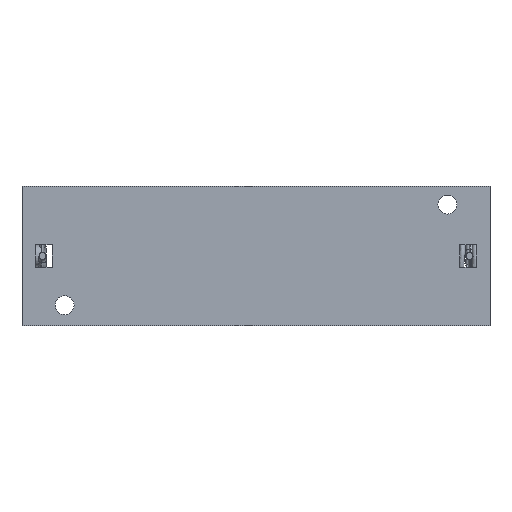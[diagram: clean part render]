
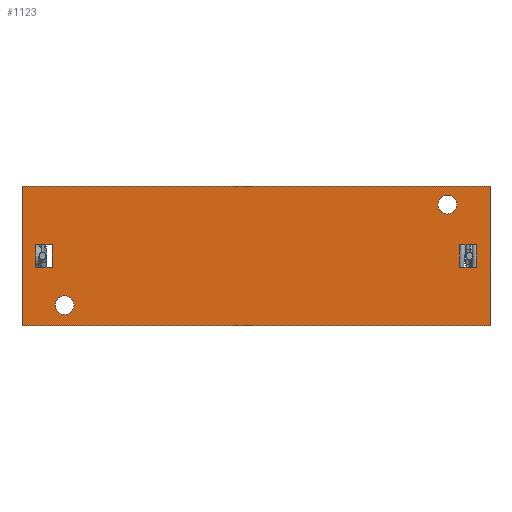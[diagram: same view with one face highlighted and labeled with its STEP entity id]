
A CAD part, front view. The second image highlights one B-rep face of the part: STEP entity #1123.
In plain terms, the highlighted planar face has unit normal (0, -1, 0).
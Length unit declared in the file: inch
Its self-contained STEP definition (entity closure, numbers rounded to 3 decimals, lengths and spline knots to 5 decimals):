
#246 = AXIS2_PLACEMENT_3D ( 'NONE', #21040, #20524, #39584 ) ;
#396 = ORIENTED_EDGE ( 'NONE', *, *, #34634, .T. ) ;
#446 = CARTESIAN_POINT ( 'NONE',  ( 1.03264, -0.40627, 0.32094 ) ) ;
#1006 = LINE ( 'NONE', #9499, #24333 ) ;
#1123 = ADVANCED_FACE ( 'NONE', ( #15132, #31248, #14186, #10800, #22954 ), #14632, .F. ) ;
#1633 = DIRECTION ( 'NONE',  ( 0., 0., -1. ) ) ;
#1789 = VERTEX_POINT ( 'NONE', #446 ) ;
#1986 = EDGE_LOOP ( 'NONE', ( #16476 ) ) ;
#2044 = LINE ( 'NONE', #40022, #38039 ) ;
#2113 = ORIENTED_EDGE ( 'NONE', *, *, #5767, .T. ) ;
#2765 = LINE ( 'NONE', #3884, #36807 ) ;
#3333 = VERTEX_POINT ( 'NONE', #26180 ) ;
#3566 = CARTESIAN_POINT ( 'NONE',  ( 1.23736, -0.40627, -0.30527 ) ) ;
#3634 = EDGE_CURVE ( 'NONE', #22873, #32183, #37918, .T. ) ;
#3884 = CARTESIAN_POINT ( 'NONE',  ( 1.23736, -0.40627, -0.30527 ) ) ;
#3904 = VERTEX_POINT ( 'NONE', #3566 ) ;
#3908 = ORIENTED_EDGE ( 'NONE', *, *, #14582, .F. ) ;
#4179 = EDGE_CURVE ( 'NONE', #5154, #31864, #27646, .T. ) ;
#4579 = DIRECTION ( 'NONE',  ( 0., 1., 0. ) ) ;
#4731 = VECTOR ( 'NONE', #11916, 39.37008 ) ;
#5154 = VERTEX_POINT ( 'NONE', #29106 ) ;
#5217 = VECTOR ( 'NONE', #22063, 39.37008 ) ;
#5289 = LINE ( 'NONE', #7565, #21326 ) ;
#5369 = VERTEX_POINT ( 'NONE', #29914 ) ;
#5492 = ORIENTED_EDGE ( 'NONE', *, *, #31299, .T. ) ;
#5536 = ORIENTED_EDGE ( 'NONE', *, *, #14363, .T. ) ;
#5667 = LINE ( 'NONE', #18553, #4731 ) ;
#5767 = EDGE_CURVE ( 'NONE', #11950, #11950, #40046, .T. ) ;
#5798 = CARTESIAN_POINT ( 'NONE',  ( -0.94173, -0.40627, -0.02462 ) ) ;
#6337 = AXIS2_PLACEMENT_3D ( 'NONE', #38831, #4579, #20158 ) ;
#7329 = DIRECTION ( 'NONE',  ( -1., 0., 0. ) ) ;
#7485 = EDGE_LOOP ( 'NONE', ( #29629, #5536, #5492, #27781 ) ) ;
#7565 = CARTESIAN_POINT ( 'NONE',  ( 1.23736, -0.40627, 0.36403 ) ) ;
#8214 = ORIENTED_EDGE ( 'NONE', *, *, #15721, .T. ) ;
#8879 = CIRCLE ( 'NONE', #6337, 0.04528 ) ;
#9499 = CARTESIAN_POINT ( 'NONE',  ( 1.23736, -0.40627, -0.02462 ) ) ;
#10579 = EDGE_LOOP ( 'NONE', ( #8214, #3908, #33183, #38843 ) ) ;
#10800 = FACE_BOUND ( 'NONE', #1986, .T. ) ;
#11415 = EDGE_CURVE ( 'NONE', #34913, #31265, #2044, .T. ) ;
#11916 = DIRECTION ( 'NONE',  ( 1., 0., 0. ) ) ;
#11950 = VERTEX_POINT ( 'NONE', #21228 ) ;
#12209 = DIRECTION ( 'NONE',  ( 0., 1., 0. ) ) ;
#12304 = EDGE_CURVE ( 'NONE', #5154, #3904, #5289, .T. ) ;
#12628 = CARTESIAN_POINT ( 'NONE',  ( -1.00673, -0.40627, 0.36403 ) ) ;
#13225 = ORIENTED_EDGE ( 'NONE', *, *, #18815, .T. ) ;
#13644 = DIRECTION ( 'NONE',  ( 0., 0., -1. ) ) ;
#14157 = CARTESIAN_POINT ( 'NONE',  ( 1.23736, -0.40627, 0.08338 ) ) ;
#14186 = FACE_BOUND ( 'NONE', #21917, .T. ) ;
#14363 = EDGE_CURVE ( 'NONE', #34103, #3333, #20279, .T. ) ;
#14582 = EDGE_CURVE ( 'NONE', #3904, #17407, #2765, .T. ) ;
#14632 = PLANE ( 'NONE',  #246 ) ;
#14925 = EDGE_CURVE ( 'NONE', #32183, #5369, #16779, .T. ) ;
#15084 = DIRECTION ( 'NONE',  ( 0., 0., 1. ) ) ;
#15132 = FACE_BOUND ( 'NONE', #26671, .T. ) ;
#15424 = VECTOR ( 'NONE', #7329, 39.37008 ) ;
#15721 = EDGE_CURVE ( 'NONE', #31864, #17407, #35752, .T. ) ;
#15881 = CARTESIAN_POINT ( 'NONE',  ( 1.17236, -0.40627, 0.08338 ) ) ;
#16323 = CARTESIAN_POINT ( 'NONE',  ( 1.17236, -0.40627, 0.36403 ) ) ;
#16476 = ORIENTED_EDGE ( 'NONE', *, *, #17109, .T. ) ;
#16589 = ORIENTED_EDGE ( 'NONE', *, *, #14925, .T. ) ;
#16779 = LINE ( 'NONE', #18490, #31900 ) ;
#17109 = EDGE_CURVE ( 'NONE', #1789, #1789, #8879, .T. ) ;
#17407 = VERTEX_POINT ( 'NONE', #17570 ) ;
#17570 = CARTESIAN_POINT ( 'NONE',  ( -1.00673, -0.40627, -0.30527 ) ) ;
#17724 = CARTESIAN_POINT ( 'NONE',  ( 1.09236, -0.40627, 0.08338 ) ) ;
#18490 = CARTESIAN_POINT ( 'NONE',  ( 1.23736, -0.40627, -0.02462 ) ) ;
#18553 = CARTESIAN_POINT ( 'NONE',  ( 1.23736, -0.40627, 0.08338 ) ) ;
#18815 = EDGE_CURVE ( 'NONE', #29002, #22873, #37455, .T. ) ;
#18835 = DIRECTION ( 'NONE',  ( 0., 0., -1. ) ) ;
#19137 = ORIENTED_EDGE ( 'NONE', *, *, #3634, .T. ) ;
#20158 = DIRECTION ( 'NONE',  ( 0., 0., 1. ) ) ;
#20279 = LINE ( 'NONE', #37194, #5217 ) ;
#20524 = DIRECTION ( 'NONE',  ( 0., 1., 0. ) ) ;
#21040 = CARTESIAN_POINT ( 'NONE',  ( 1.23736, -0.40627, 0.36403 ) ) ;
#21191 = VECTOR ( 'NONE', #15084, 39.37008 ) ;
#21228 = CARTESIAN_POINT ( 'NONE',  ( -0.80201, -0.40627, -0.16135 ) ) ;
#21324 = VECTOR ( 'NONE', #13644, 39.37008 ) ;
#21326 = VECTOR ( 'NONE', #1633, 39.37008 ) ;
#21362 = CARTESIAN_POINT ( 'NONE',  ( 1.09236, -0.40627, 0.36403 ) ) ;
#21812 = AXIS2_PLACEMENT_3D ( 'NONE', #24568, #12209, #33957 ) ;
#21917 = EDGE_LOOP ( 'NONE', ( #2113 ) ) ;
#22063 = DIRECTION ( 'NONE',  ( 0., 0., 1. ) ) ;
#22278 = CARTESIAN_POINT ( 'NONE',  ( 1.17236, -0.40627, -0.02462 ) ) ;
#22801 = VECTOR ( 'NONE', #23406, 39.37008 ) ;
#22873 = VERTEX_POINT ( 'NONE', #15881 ) ;
#22954 = FACE_OUTER_BOUND ( 'NONE', #10579, .T. ) ;
#23406 = DIRECTION ( 'NONE',  ( 1., 0., 0. ) ) ;
#24333 = VECTOR ( 'NONE', #30863, 39.37008 ) ;
#24568 = CARTESIAN_POINT ( 'NONE',  ( -0.80201, -0.40627, -0.20662 ) ) ;
#24840 = CARTESIAN_POINT ( 'NONE',  ( -0.86173, -0.40627, -0.02462 ) ) ;
#26102 = CARTESIAN_POINT ( 'NONE',  ( 1.23736, -0.40627, 0.36403 ) ) ;
#26180 = CARTESIAN_POINT ( 'NONE',  ( -0.94173, -0.40627, 0.08338 ) ) ;
#26671 = EDGE_LOOP ( 'NONE', ( #396, #13225, #19137, #16589 ) ) ;
#26696 = CARTESIAN_POINT ( 'NONE',  ( -1.00673, -0.40627, 0.36403 ) ) ;
#27646 = LINE ( 'NONE', #26102, #15424 ) ;
#27781 = ORIENTED_EDGE ( 'NONE', *, *, #11415, .T. ) ;
#28479 = DIRECTION ( 'NONE',  ( -1., 0., 0. ) ) ;
#29002 = VERTEX_POINT ( 'NONE', #17724 ) ;
#29106 = CARTESIAN_POINT ( 'NONE',  ( 1.23736, -0.40627, 0.36403 ) ) ;
#29447 = VECTOR ( 'NONE', #18835, 39.37008 ) ;
#29629 = ORIENTED_EDGE ( 'NONE', *, *, #33422, .T. ) ;
#29914 = CARTESIAN_POINT ( 'NONE',  ( 1.09236, -0.40627, -0.02462 ) ) ;
#30449 = DIRECTION ( 'NONE',  ( 0., 0., -1. ) ) ;
#30863 = DIRECTION ( 'NONE',  ( -1., 0., 0. ) ) ;
#31248 = FACE_BOUND ( 'NONE', #7485, .T. ) ;
#31265 = VERTEX_POINT ( 'NONE', #24840 ) ;
#31299 = EDGE_CURVE ( 'NONE', #3333, #34913, #5667, .T. ) ;
#31864 = VERTEX_POINT ( 'NONE', #26696 ) ;
#31900 = VECTOR ( 'NONE', #33179, 39.37008 ) ;
#32183 = VERTEX_POINT ( 'NONE', #22278 ) ;
#33179 = DIRECTION ( 'NONE',  ( -1., 0., 0. ) ) ;
#33183 = ORIENTED_EDGE ( 'NONE', *, *, #12304, .F. ) ;
#33410 = CARTESIAN_POINT ( 'NONE',  ( -0.86173, -0.40627, 0.08338 ) ) ;
#33422 = EDGE_CURVE ( 'NONE', #31265, #34103, #1006, .T. ) ;
#33957 = DIRECTION ( 'NONE',  ( 0., 0., 1. ) ) ;
#34103 = VERTEX_POINT ( 'NONE', #5798 ) ;
#34358 = LINE ( 'NONE', #21362, #21191 ) ;
#34634 = EDGE_CURVE ( 'NONE', #5369, #29002, #34358, .T. ) ;
#34913 = VERTEX_POINT ( 'NONE', #33410 ) ;
#35752 = LINE ( 'NONE', #12628, #29447 ) ;
#36807 = VECTOR ( 'NONE', #28479, 39.37008 ) ;
#37194 = CARTESIAN_POINT ( 'NONE',  ( -0.94173, -0.40627, 0.36403 ) ) ;
#37455 = LINE ( 'NONE', #14157, #22801 ) ;
#37918 = LINE ( 'NONE', #16323, #21324 ) ;
#38039 = VECTOR ( 'NONE', #30449, 39.37008 ) ;
#38831 = CARTESIAN_POINT ( 'NONE',  ( 1.03264, -0.40627, 0.27566 ) ) ;
#38843 = ORIENTED_EDGE ( 'NONE', *, *, #4179, .T. ) ;
#39584 = DIRECTION ( 'NONE',  ( 0., 0., 1. ) ) ;
#40022 = CARTESIAN_POINT ( 'NONE',  ( -0.86173, -0.40627, 0.36403 ) ) ;
#40046 = CIRCLE ( 'NONE', #21812, 0.04528 ) ;
